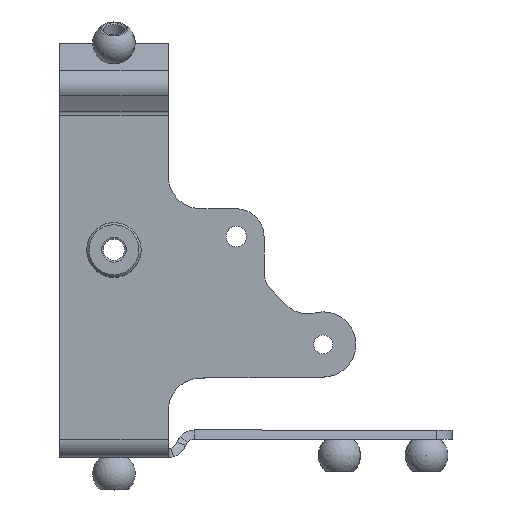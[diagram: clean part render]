
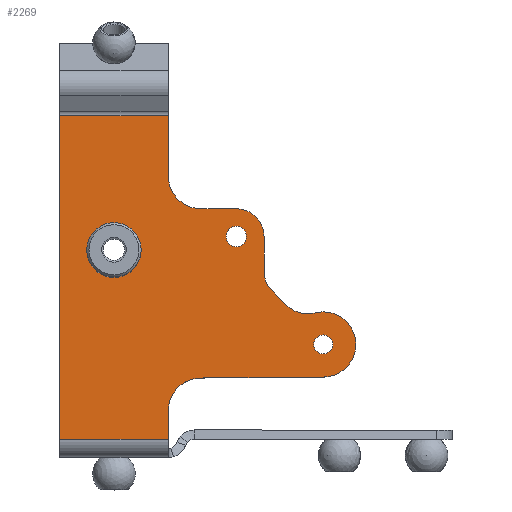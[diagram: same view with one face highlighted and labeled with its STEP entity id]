
A CAD part, top view. The second image highlights one B-rep face of the part: STEP entity #2269.
In plain terms, the highlighted planar face has unit normal (0, 0, 1).
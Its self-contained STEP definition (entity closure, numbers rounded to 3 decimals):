
#229=CIRCLE('',#2586,12.);
#231=CIRCLE('',#2590,12.);
#233=CIRCLE('',#2596,10.225);
#235=CIRCLE('',#2600,12.);
#242=CIRCLE('',#2609,10.);
#243=CIRCLE('',#2610,3.5);
#244=CIRCLE('',#2611,3.75);
#245=CIRCLE('',#2612,10.);
#246=CIRCLE('',#2613,10.);
#401=ORIENTED_EDGE('',*,*,#1011,.T.);
#402=ORIENTED_EDGE('',*,*,#1012,.T.);
#403=ORIENTED_EDGE('',*,*,#1013,.T.);
#404=ORIENTED_EDGE('',*,*,#948,.T.);
#405=ORIENTED_EDGE('',*,*,#1014,.T.);
#406=ORIENTED_EDGE('',*,*,#973,.T.);
#407=ORIENTED_EDGE('',*,*,#976,.T.);
#408=ORIENTED_EDGE('',*,*,#979,.T.);
#409=ORIENTED_EDGE('',*,*,#982,.T.);
#410=ORIENTED_EDGE('',*,*,#987,.T.);
#411=ORIENTED_EDGE('',*,*,#1015,.T.);
#412=ORIENTED_EDGE('',*,*,#988,.T.);
#413=ORIENTED_EDGE('',*,*,#1016,.T.);
#414=ORIENTED_EDGE('',*,*,#992,.T.);
#415=ORIENTED_EDGE('',*,*,#996,.T.);
#416=ORIENTED_EDGE('',*,*,#999,.T.);
#417=ORIENTED_EDGE('',*,*,#1002,.T.);
#418=ORIENTED_EDGE('',*,*,#958,.T.);
#419=ORIENTED_EDGE('',*,*,#1017,.T.);
#948=EDGE_CURVE('',#1266,#1265,#1477,.T.);
#958=EDGE_CURVE('',#1276,#1275,#1483,.T.);
#973=EDGE_CURVE('',#1287,#1286,#1495,.T.);
#976=EDGE_CURVE('',#1286,#1289,#229,.T.);
#979=EDGE_CURVE('',#1289,#1291,#1498,.T.);
#982=EDGE_CURVE('',#1291,#1293,#231,.T.);
#987=EDGE_CURVE('',#1293,#1296,#1504,.T.);
#988=EDGE_CURVE('',#1297,#1298,#1505,.T.);
#992=EDGE_CURVE('',#1301,#1302,#1509,.T.);
#996=EDGE_CURVE('',#1302,#1305,#233,.T.);
#999=EDGE_CURVE('',#1305,#1307,#1514,.T.);
#1002=EDGE_CURVE('',#1307,#1276,#235,.T.);
#1011=EDGE_CURVE('',#1312,#1312,#242,.T.);
#1012=EDGE_CURVE('',#1313,#1313,#243,.T.);
#1013=EDGE_CURVE('',#1314,#1314,#244,.T.);
#1014=EDGE_CURVE('',#1265,#1287,#1519,.T.);
#1015=EDGE_CURVE('',#1296,#1297,#245,.T.);
#1016=EDGE_CURVE('',#1298,#1301,#246,.T.);
#1017=EDGE_CURVE('',#1275,#1266,#1520,.T.);
#1265=VERTEX_POINT('',#3411);
#1266=VERTEX_POINT('',#3413);
#1275=VERTEX_POINT('',#3432);
#1276=VERTEX_POINT('',#3434);
#1286=VERTEX_POINT('',#3461);
#1287=VERTEX_POINT('',#3463);
#1289=VERTEX_POINT('',#3469);
#1291=VERTEX_POINT('',#3475);
#1293=VERTEX_POINT('',#3481);
#1296=VERTEX_POINT('',#3489);
#1297=VERTEX_POINT('',#3493);
#1298=VERTEX_POINT('',#3494);
#1301=VERTEX_POINT('',#3502);
#1302=VERTEX_POINT('',#3503);
#1305=VERTEX_POINT('',#3511);
#1307=VERTEX_POINT('',#3517);
#1312=VERTEX_POINT('',#3537);
#1313=VERTEX_POINT('',#3539);
#1314=VERTEX_POINT('',#3541);
#1477=LINE('',#3412,#1644);
#1483=LINE('',#3433,#1650);
#1495=LINE('',#3462,#1662);
#1498=LINE('',#3474,#1665);
#1504=LINE('',#3490,#1671);
#1505=LINE('',#3492,#1672);
#1509=LINE('',#3501,#1676);
#1514=LINE('',#3516,#1681);
#1519=LINE('',#3542,#1686);
#1520=LINE('',#3545,#1687);
#1644=VECTOR('',#2805,1000.);
#1650=VECTOR('',#2821,1000.);
#1662=VECTOR('',#2845,1000.);
#1665=VECTOR('',#2858,1000.);
#1671=VECTOR('',#2872,1000.);
#1672=VECTOR('',#2875,1000.);
#1676=VECTOR('',#2881,1000.);
#1681=VECTOR('',#2894,1000.);
#1686=VECTOR('',#2925,1000.);
#1687=VECTOR('',#2930,1000.);
#1821=EDGE_LOOP('',(#401));
#1822=EDGE_LOOP('',(#402));
#1823=EDGE_LOOP('',(#403));
#1824=EDGE_LOOP('',(#404,#405,#406,#407,#408,#409,#410,#411,#412,#413,#414,
#415,#416,#417,#418,#419));
#2015=FACE_BOUND('',#1821,.T.);
#2016=FACE_BOUND('',#1822,.T.);
#2017=FACE_BOUND('',#1823,.T.);
#2018=FACE_BOUND('',#1824,.T.);
#2201=PLANE('',#2608);
#2269=ADVANCED_FACE('',(#2015,#2016,#2017,#2018),#2201,.F.);
#2586=AXIS2_PLACEMENT_3D('',#3468,#2851,#2852);
#2590=AXIS2_PLACEMENT_3D('',#3480,#2863,#2864);
#2596=AXIS2_PLACEMENT_3D('',#3510,#2887,#2888);
#2600=AXIS2_PLACEMENT_3D('',#3522,#2899,#2900);
#2608=AXIS2_PLACEMENT_3D('',#3535,#2917,#2918);
#2609=AXIS2_PLACEMENT_3D('',#3536,#2919,#2920);
#2610=AXIS2_PLACEMENT_3D('',#3538,#2921,#2922);
#2611=AXIS2_PLACEMENT_3D('',#3540,#2923,#2924);
#2612=AXIS2_PLACEMENT_3D('',#3543,#2926,#2927);
#2613=AXIS2_PLACEMENT_3D('',#3544,#2928,#2929);
#2805=DIRECTION('',(0.,-1.,0.));
#2821=DIRECTION('',(0.,1.,0.));
#2845=DIRECTION('',(0.,1.,0.));
#2851=DIRECTION('',(0.,0.,-1.));
#2852=DIRECTION('',(1.,0.,0.));
#2858=DIRECTION('',(1.,0.008,0.));
#2863=DIRECTION('',(0.,0.,1.));
#2864=DIRECTION('',(-1.,0.,0.));
#2872=DIRECTION('',(-0.984,-0.181,0.));
#2875=DIRECTION('',(-0.717,0.697,0.));
#2881=DIRECTION('',(0.,1.,0.));
#2887=DIRECTION('',(0.,0.,1.));
#2888=DIRECTION('',(-1.,0.,0.));
#2894=DIRECTION('',(-1.,0.,0.));
#2899=DIRECTION('',(0.,0.,-1.));
#2900=DIRECTION('',(1.,0.,0.));
#2917=DIRECTION('',(0.,0.,-1.));
#2918=DIRECTION('',(-1.,0.,0.));
#2919=DIRECTION('',(0.,0.,-1.));
#2920=DIRECTION('',(1.,0.,0.));
#2921=DIRECTION('',(0.,0.,-1.));
#2922=DIRECTION('',(1.,0.,0.));
#2923=DIRECTION('',(0.,0.,-1.));
#2924=DIRECTION('',(1.,0.,0.));
#2925=DIRECTION('',(1.,0.,0.));
#2926=DIRECTION('',(0.,0.,-1.));
#2927=DIRECTION('',(-1.,0.,0.));
#2928=DIRECTION('',(0.,0.,-1.));
#2929=DIRECTION('',(-1.,0.,0.));
#2930=DIRECTION('',(-1.,0.,0.));
#3411=CARTESIAN_POINT('',(-20.003,-59.5,0.));
#3412=CARTESIAN_POINT('',(-20.003,59.5,0.));
#3413=CARTESIAN_POINT('',(-20.003,59.5,0.));
#3432=CARTESIAN_POINT('',(20.003,59.5,0.));
#3433=CARTESIAN_POINT('',(20.003,37.275,0.));
#3434=CARTESIAN_POINT('',(20.003,37.275,0.));
#3461=CARTESIAN_POINT('',(20.003,-49.,0.));
#3462=CARTESIAN_POINT('',(20.003,-59.5,0.));
#3463=CARTESIAN_POINT('',(20.003,-59.5,0.));
#3468=CARTESIAN_POINT('',(32.003,-49.,0.));
#3469=CARTESIAN_POINT('',(31.912,-37.,0.));
#3474=CARTESIAN_POINT('',(31.912,-37.,0.));
#3475=CARTESIAN_POINT('',(77.088,-36.661,0.));
#3480=CARTESIAN_POINT('',(76.998,-24.661,0.));
#3481=CARTESIAN_POINT('',(74.829,-12.859,0.));
#3489=CARTESIAN_POINT('',(72.795,-13.233,0.));
#3490=CARTESIAN_POINT('',(74.829,-12.859,0.));
#3492=CARTESIAN_POINT('',(55.223,-2.025,0.));
#3493=CARTESIAN_POINT('',(64.02,-10.57,0.));
#3494=CARTESIAN_POINT('',(58.255,-4.97,0.));
#3501=CARTESIAN_POINT('',(55.223,15.05,0.));
#3502=CARTESIAN_POINT('',(55.223,2.203,0.));
#3503=CARTESIAN_POINT('',(55.223,15.05,0.));
#3510=CARTESIAN_POINT('',(44.998,15.05,0.));
#3511=CARTESIAN_POINT('',(44.998,25.275,0.));
#3516=CARTESIAN_POINT('',(44.998,25.275,0.));
#3517=CARTESIAN_POINT('',(32.003,25.275,0.));
#3522=CARTESIAN_POINT('',(32.003,37.275,0.));
#3535=CARTESIAN_POINT('',(32.003,-49.,0.));
#3536=CARTESIAN_POINT('',(0.,9.994,0.));
#3537=CARTESIAN_POINT('',(10.,9.994,0.));
#3538=CARTESIAN_POINT('',(76.998,-24.661,0.));
#3539=CARTESIAN_POINT('',(80.498,-24.661,0.));
#3540=CARTESIAN_POINT('',(44.998,15.05,0.));
#3541=CARTESIAN_POINT('',(48.748,15.05,0.));
#3542=CARTESIAN_POINT('',(-20.003,-59.5,0.));
#3543=CARTESIAN_POINT('',(70.988,-3.397,0.));
#3544=CARTESIAN_POINT('',(65.223,2.203,0.));
#3545=CARTESIAN_POINT('',(20.003,59.5,0.));
